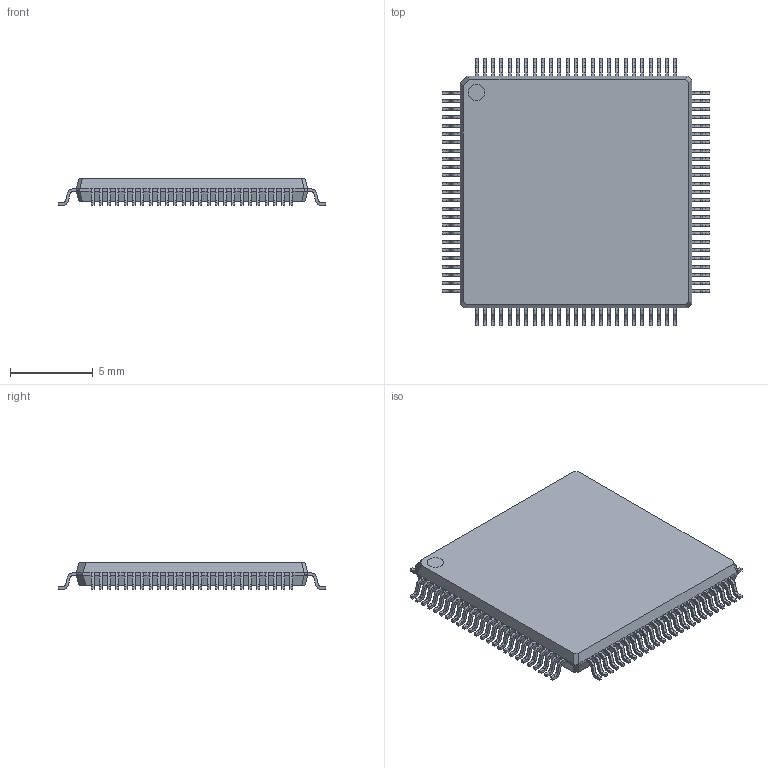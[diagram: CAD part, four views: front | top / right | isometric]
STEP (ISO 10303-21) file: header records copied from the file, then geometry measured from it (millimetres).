
FILE_DESCRIPTION(('FreeCAD Model'),'2;1');
FILE_NAME('Fusion.step','2017-05-05T14:44:20',( 'kicad StepUp'),('ksu MCAD'),'Open CASCADE STEP processor 6.8', 'FreeCAD','Unknown');
FILE_SCHEMA(('AUTOMOTIVE_DESIGN_CC2 { 1 2 10303 214 -1 1 5 4 }'));
Length unit declared in the file: millimetre
Products named in the file (2): ASSEMBLY; Fusion
Assembly tree (1 placements, depth 2):
  ASSEMBLY
    Fusion
Bounding box: 16.14 x 16.14 x 1.63 mm (x, y, z)
Volume: 271.7 mm3; surface area: 565.6 mm2
Topology: 1 solids, 2 shells, 1533 faces, 4186 edges, 2658 vertices
Faces by surface type: plane 1125, cylinder 408
Entity records: 58463 total; most frequent: CARTESIAN_POINT 8415, ORIENTED_EDGE 8372, DIRECTION 8050, EDGE_CURVE 4186, LINE 3368, VECTOR 3368, VERTEX_POINT 2658, AXIS2_PLACEMENT_3D 2341
